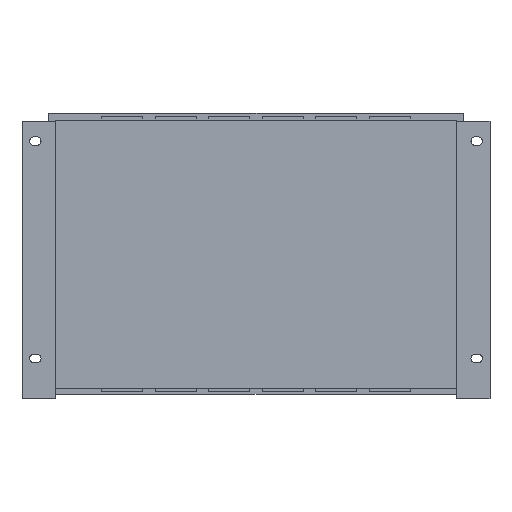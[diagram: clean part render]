
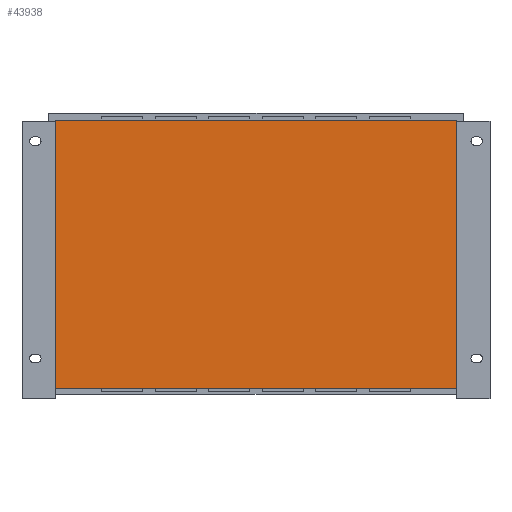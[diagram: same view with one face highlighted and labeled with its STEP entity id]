
A CAD part, front view. The second image highlights one B-rep face of the part: STEP entity #43938.
In plain terms, the highlighted planar face has unit normal (0, -1, 0).
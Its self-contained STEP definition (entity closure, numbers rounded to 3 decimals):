
#2666 = LINE ( 'NONE', #17087, #16316 ) ;
#3789 = AXIS2_PLACEMENT_3D ( 'NONE', #40969, #53487, #36989 ) ;
#3826 = PLANE ( 'NONE',  #3789 ) ;
#7437 = EDGE_CURVE ( 'NONE', #49600, #50148, #37288, .T. ) ;
#9103 = DIRECTION ( 'NONE',  ( 0., 0., 1. ) ) ;
#9262 = CARTESIAN_POINT ( 'NONE',  ( -300., -3., 200.75 ) ) ;
#11153 = DIRECTION ( 'NONE',  ( 1., 0., 0. ) ) ;
#11842 = DIRECTION ( 'NONE',  ( 0., 0., 1. ) ) ;
#12451 = CARTESIAN_POINT ( 'NONE',  ( 300., -3., -200.75 ) ) ;
#12463 = ORIENTED_EDGE ( 'NONE', *, *, #14927, .T. ) ;
#12782 = VECTOR ( 'NONE', #11153, 1000. ) ;
#13275 = VECTOR ( 'NONE', #11842, 1000. ) ;
#13538 = EDGE_CURVE ( 'NONE', #49600, #24864, #44527, .T. ) ;
#14927 = EDGE_CURVE ( 'NONE', #24864, #43814, #42446, .T. ) ;
#15486 = CARTESIAN_POINT ( 'NONE',  ( 300., -3., 200.75 ) ) ;
#16316 = VECTOR ( 'NONE', #9103, 1000. ) ;
#17087 = CARTESIAN_POINT ( 'NONE',  ( 300., -3., -200.75 ) ) ;
#18068 = ORIENTED_EDGE ( 'NONE', *, *, #37281, .T. ) ;
#19672 = DIRECTION ( 'NONE',  ( 1., 0., 0. ) ) ;
#23908 = VECTOR ( 'NONE', #19672, 1000. ) ;
#24281 = VECTOR ( 'NONE', #29057, 1000. ) ;
#24864 = VERTEX_POINT ( 'NONE', #42202 ) ;
#27968 = CARTESIAN_POINT ( 'NONE',  ( 300., -3., -200.75 ) ) ;
#29057 = DIRECTION ( 'NONE',  ( 0., 0., 1. ) ) ;
#31513 = VECTOR ( 'NONE', #42664, 1000. ) ;
#34438 = EDGE_LOOP ( 'NONE', ( #12463, #18068, #37054, #52654, #41119, #49097 ) ) ;
#36989 = DIRECTION ( 'NONE',  ( 0., 0., -1. ) ) ;
#37054 = ORIENTED_EDGE ( 'NONE', *, *, #39132, .F. ) ;
#37281 = EDGE_CURVE ( 'NONE', #43814, #39322, #2666, .T. ) ;
#37288 = LINE ( 'NONE', #44805, #13275 ) ;
#38675 = LINE ( 'NONE', #51352, #31513 ) ;
#39132 = EDGE_CURVE ( 'NONE', #53120, #39322, #53778, .T. ) ;
#39322 = VERTEX_POINT ( 'NONE', #41551 ) ;
#39358 = CARTESIAN_POINT ( 'NONE',  ( -300., -3., -200.75 ) ) ;
#39702 = CARTESIAN_POINT ( 'NONE',  ( 300., -3., 199.25 ) ) ;
#40969 = CARTESIAN_POINT ( 'NONE',  ( 300., -3., -200.75 ) ) ;
#41119 = ORIENTED_EDGE ( 'NONE', *, *, #7437, .F. ) ;
#41551 = CARTESIAN_POINT ( 'NONE',  ( 300., -3., 200.75 ) ) ;
#42202 = CARTESIAN_POINT ( 'NONE',  ( 300., -3., -200.75 ) ) ;
#42423 = CARTESIAN_POINT ( 'NONE',  ( -300., -3., 199.25 ) ) ;
#42446 = LINE ( 'NONE', #12451, #24281 ) ;
#42664 = DIRECTION ( 'NONE',  ( 0., 0., 1. ) ) ;
#43814 = VERTEX_POINT ( 'NONE', #39702 ) ;
#43938 = ADVANCED_FACE ( 'NONE', ( #50353 ), #3826, .T. ) ;
#44527 = LINE ( 'NONE', #27968, #12782 ) ;
#44805 = CARTESIAN_POINT ( 'NONE',  ( -300., -3., -200.75 ) ) ;
#49097 = ORIENTED_EDGE ( 'NONE', *, *, #13538, .T. ) ;
#49600 = VERTEX_POINT ( 'NONE', #39358 ) ;
#50148 = VERTEX_POINT ( 'NONE', #42423 ) ;
#50353 = FACE_OUTER_BOUND ( 'NONE', #34438, .T. ) ;
#51352 = CARTESIAN_POINT ( 'NONE',  ( -300., -3., -200.75 ) ) ;
#52593 = EDGE_CURVE ( 'NONE', #50148, #53120, #38675, .T. ) ;
#52654 = ORIENTED_EDGE ( 'NONE', *, *, #52593, .F. ) ;
#53120 = VERTEX_POINT ( 'NONE', #9262 ) ;
#53487 = DIRECTION ( 'NONE',  ( 0., -1., 0. ) ) ;
#53778 = LINE ( 'NONE', #15486, #23908 ) ;
